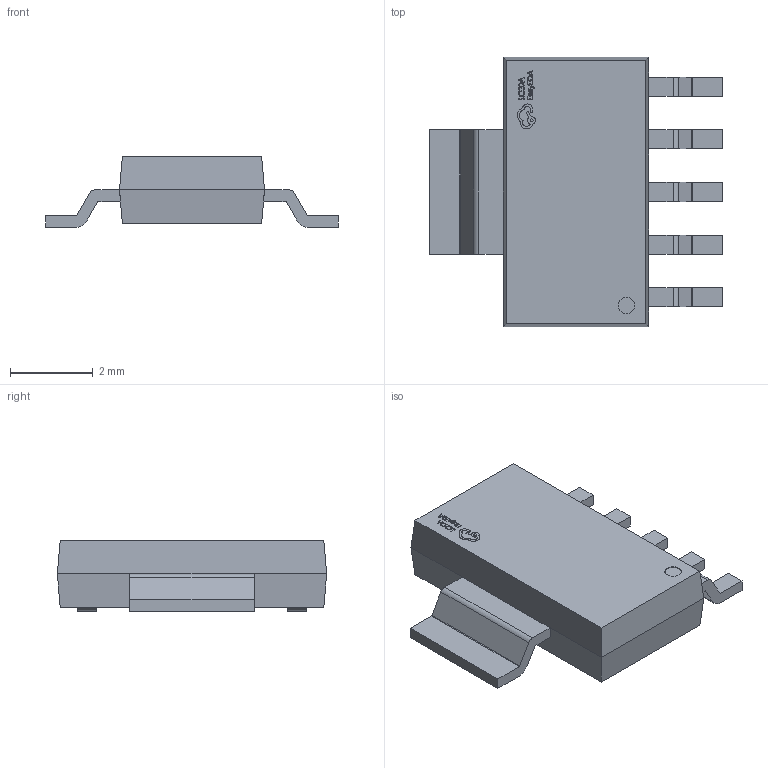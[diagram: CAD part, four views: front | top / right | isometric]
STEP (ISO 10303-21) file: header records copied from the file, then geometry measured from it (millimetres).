
FILE_DESCRIPTION (( 'STEP AP214' ), '1' );
FILE_NAME ('SOT-223-6_L6.5-W3.5-P1.27-LS7.0-BR.step', '2022-07-26T10:59:46', ( '' ), ( '' ), 'SwSTEP 2.0', 'SolidWorks 2020', '' );
FILE_SCHEMA (( 'AUTOMOTIVE_DESIGN' ));
Length unit declared in the file: millimetre
Products named in the file (1): SOT-223-6_L6.5-W3.5-P1.27-LS7.0-BR
Bounding box: 7.06 x 6.5 x 1.7 mm (x, y, z)
Volume: 38.4 mm3; surface area: 104.5 mm2
Topology: 14 solids, 14 shells, 375 faces, 1001 edges, 662 vertices
Faces by surface type: plane 243, bspline 112, cylinder 20
Entity records: 16432 total; most frequent: CARTESIAN_POINT 4143, ORIENTED_EDGE 2002, DIRECTION 1341, EDGE_CURVE 1001, LINE 733, VECTOR 733, VERTEX_POINT 662, EDGE_LOOP 395
